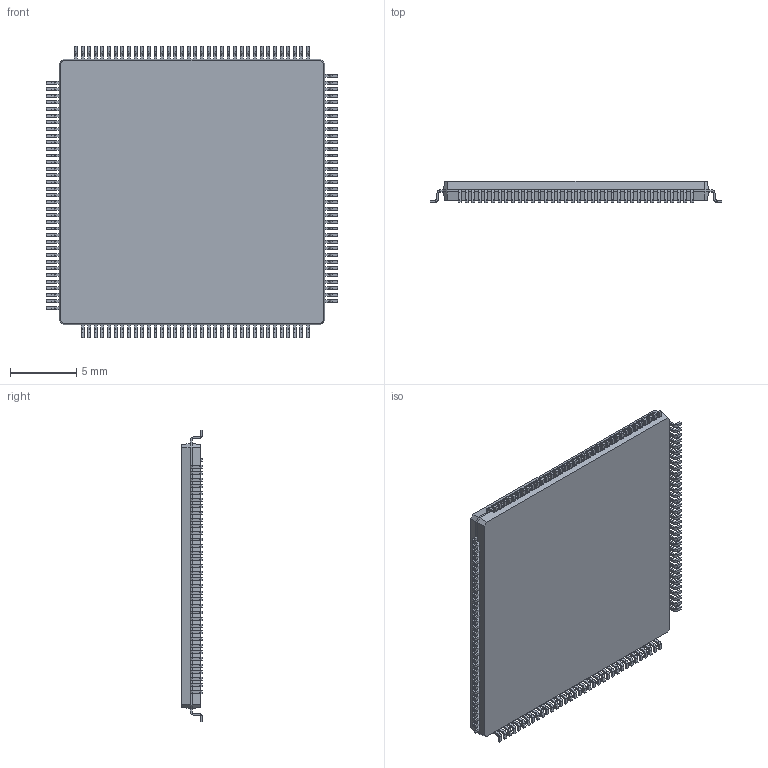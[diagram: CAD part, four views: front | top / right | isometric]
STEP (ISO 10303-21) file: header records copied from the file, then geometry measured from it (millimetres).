
FILE_DESCRIPTION(/* description */ (''),/* implementation_level */ '2;1');
FILE_NAME(/* name */ 'STM32lqfp144_ipt_35789b41.STEP',/* time_stamp */ '2021-11-25T09:43:03-03:00',/* author */ ('Gabriel'),/* organization */ (''),/* preprocessor_version */ 'ST-DEVELOPER v18.1',/* originating_system */ 'Autodesk Inventor 2020',/* authorisation */ '');
FILE_SCHEMA (('AUTOMOTIVE_DESIGN { 1 0 10303 214 3 1 1 }'));
Products named in the file (1): STM32lqfp144
Bounding box: 21.95 x 1.58 x 21.95 mm (x, y, z)
Volume: 580.9 mm3; surface area: 1069.3 mm2
Topology: 142 solids, 142 shells, 2000 faces, 5132 edges, 3416 vertices
Faces by surface type: plane 1436, cylinder 564
Entity records: 60374 total; most frequent: CARTESIAN_POINT 10549, ORIENTED_EDGE 10264, DIRECTION 10262, EDGE_CURVE 5132, LINE 4004, VECTOR 4004, VERTEX_POINT 3416, AXIS2_PLACEMENT_3D 3129
